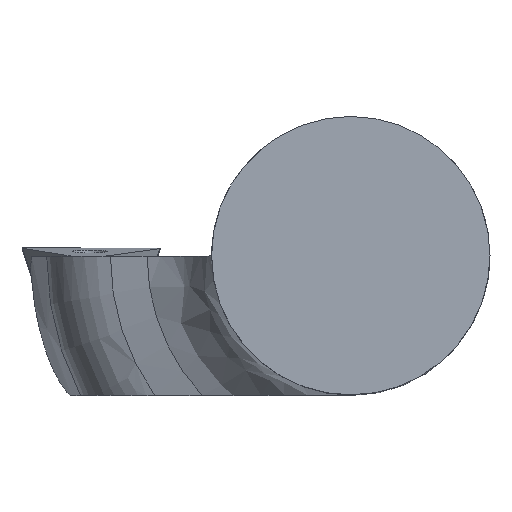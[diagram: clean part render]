
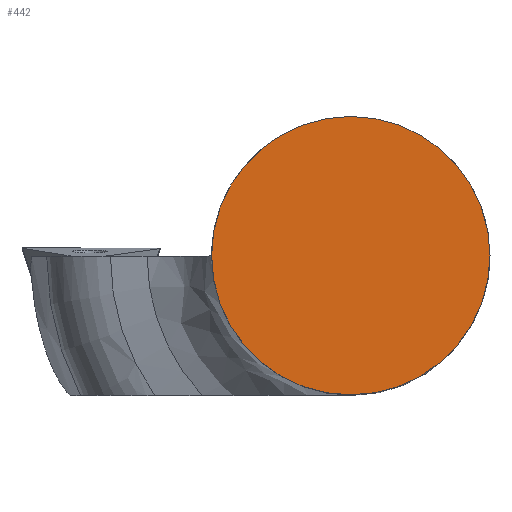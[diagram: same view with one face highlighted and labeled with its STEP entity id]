
A CAD part, top view. The second image highlights one B-rep face of the part: STEP entity #442.
In plain terms, the highlighted planar face has unit normal (0, 0, 1).
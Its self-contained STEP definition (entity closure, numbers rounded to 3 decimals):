
#383=EDGE_CURVE('240[2]',#806,#806,#807,.T.);
#442=ADVANCED_FACE('240[2]',(#876),#877,.T.);
#806=VERTEX_POINT('',#1499);
#807=CIRCLE('',#1500,8.0);
#876=FACE_OUTER_BOUND('',#1660,.T.);
#877=PLANE('',#1661);
#1499=CARTESIAN_POINT('',(-8.0,0.,0.0));
#1500=AXIS2_PLACEMENT_3D('',#2069,#2070,#2071);
#1660=EDGE_LOOP('',(#2195));
#1661=AXIS2_PLACEMENT_3D('',#2196,#2197,#2198);
#2069=CARTESIAN_POINT('',(0.,0.,0.0));
#2070=DIRECTION('',(0.,0.,-1.0));
#2071=DIRECTION('',(-1.0,0.,0.));
#2195=ORIENTED_EDGE('',*,*,#383,.F.);
#2196=CARTESIAN_POINT('',(0.,0.,0.0));
#2197=DIRECTION('',(0.,0.,1.0));
#2198=DIRECTION('',(-1.0,0.,0.0));
